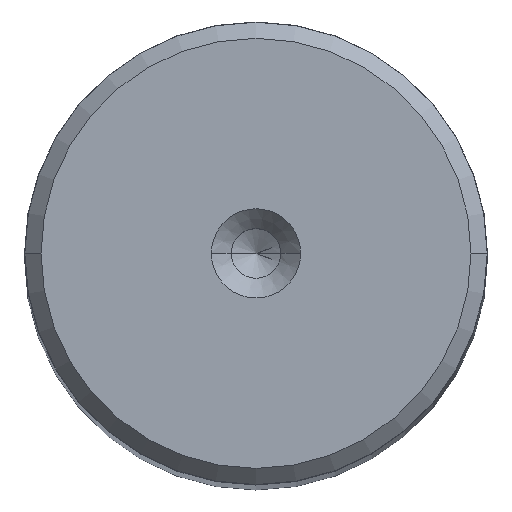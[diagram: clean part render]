
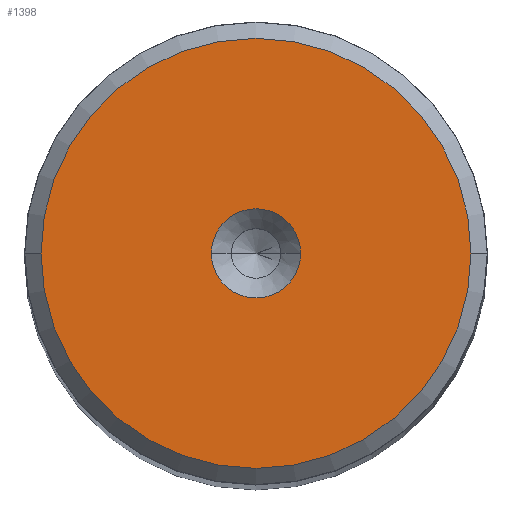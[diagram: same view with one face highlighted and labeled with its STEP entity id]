
A CAD part, top view. The second image highlights one B-rep face of the part: STEP entity #1398.
In plain terms, the highlighted planar face has unit normal (0, 0, 1).
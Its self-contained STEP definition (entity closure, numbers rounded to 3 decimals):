
#92 = CARTESIAN_POINT ( 'NONE',  ( 0., 0., 180. ) ) ;
#132 = ORIENTED_EDGE ( 'NONE', *, *, #1543, .T. ) ;
#213 = VERTEX_POINT ( 'NONE', #336 ) ;
#248 = CARTESIAN_POINT ( 'NONE',  ( -2.7, 0., 180. ) ) ;
#252 = ORIENTED_EDGE ( 'NONE', *, *, #1549, .F. ) ;
#299 = DIRECTION ( 'NONE',  ( 0., 0., 1. ) ) ;
#327 = DIRECTION ( 'NONE',  ( 0., 0., 1. ) ) ;
#336 = CARTESIAN_POINT ( 'NONE',  ( 13.012, 0., 180. ) ) ;
#339 = DIRECTION ( 'NONE',  ( 1., 0., 0. ) ) ;
#371 = VERTEX_POINT ( 'NONE', #2254 ) ;
#478 = CIRCLE ( 'NONE', #846, 13.012 ) ;
#590 = FACE_OUTER_BOUND ( 'NONE', #682, .T. ) ;
#593 = CIRCLE ( 'NONE', #628, 2.7 ) ;
#628 = AXIS2_PLACEMENT_3D ( 'NONE', #934, #1973, #339 ) ;
#682 = EDGE_LOOP ( 'NONE', ( #1250, #132 ) ) ;
#824 = CIRCLE ( 'NONE', #1467, 2.7 ) ;
#846 = AXIS2_PLACEMENT_3D ( 'NONE', #92, #2384, #2169 ) ;
#866 = AXIS2_PLACEMENT_3D ( 'NONE', #1577, #1770, #1191 ) ;
#934 = CARTESIAN_POINT ( 'NONE',  ( 0., 0., 180. ) ) ;
#1052 = EDGE_CURVE ( 'NONE', #1778, #2214, #593, .T. ) ;
#1098 = CARTESIAN_POINT ( 'NONE',  ( 2.7, 0., 180. ) ) ;
#1191 = DIRECTION ( 'NONE',  ( 1., 0., 0. ) ) ;
#1235 = CARTESIAN_POINT ( 'NONE',  ( 0., 0., 180. ) ) ;
#1250 = ORIENTED_EDGE ( 'NONE', *, *, #2405, .T. ) ;
#1262 = DIRECTION ( 'NONE',  ( 1., 0., 0. ) ) ;
#1398 = ADVANCED_FACE ( 'NONE', ( #2351, #590 ), #2336, .T. ) ;
#1467 = AXIS2_PLACEMENT_3D ( 'NONE', #1235, #327, #1826 ) ;
#1543 = EDGE_CURVE ( 'NONE', #213, #371, #2327, .T. ) ;
#1549 = EDGE_CURVE ( 'NONE', #2214, #1778, #824, .T. ) ;
#1577 = CARTESIAN_POINT ( 'NONE',  ( 0., 0., 180. ) ) ;
#1621 = CARTESIAN_POINT ( 'NONE',  ( 0., 0., 180. ) ) ;
#1729 = AXIS2_PLACEMENT_3D ( 'NONE', #1621, #299, #1262 ) ;
#1765 = ORIENTED_EDGE ( 'NONE', *, *, #1052, .F. ) ;
#1770 = DIRECTION ( 'NONE',  ( 0., 0., 1. ) ) ;
#1778 = VERTEX_POINT ( 'NONE', #248 ) ;
#1826 = DIRECTION ( 'NONE',  ( 1., 0., 0. ) ) ;
#1973 = DIRECTION ( 'NONE',  ( 0., 0., 1. ) ) ;
#2169 = DIRECTION ( 'NONE',  ( 1., 0., 0. ) ) ;
#2214 = VERTEX_POINT ( 'NONE', #1098 ) ;
#2254 = CARTESIAN_POINT ( 'NONE',  ( -13.012, 0., 180. ) ) ;
#2296 = EDGE_LOOP ( 'NONE', ( #252, #1765 ) ) ;
#2327 = CIRCLE ( 'NONE', #1729, 13.012 ) ;
#2336 = PLANE ( 'NONE',  #866 ) ;
#2351 = FACE_BOUND ( 'NONE', #2296, .T. ) ;
#2384 = DIRECTION ( 'NONE',  ( 0., 0., 1. ) ) ;
#2405 = EDGE_CURVE ( 'NONE', #371, #213, #478, .T. ) ;
